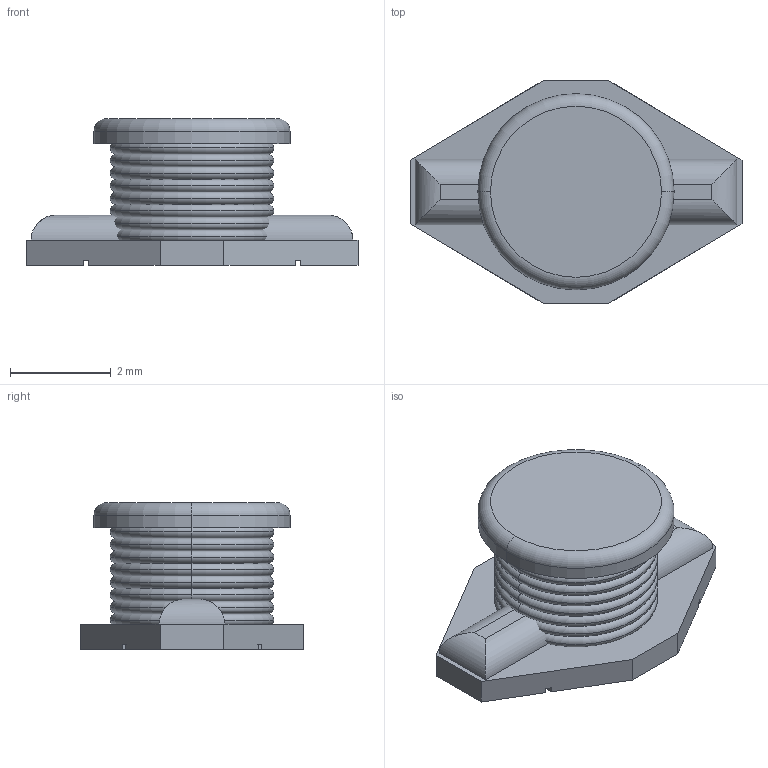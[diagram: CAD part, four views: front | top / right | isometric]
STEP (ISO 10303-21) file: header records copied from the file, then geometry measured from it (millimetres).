
FILE_DESCRIPTION((''),'2;1');
FILE_NAME('IND_BOURNS_SDR6603.stp','2015-07-09T16:54:32',(''),(''),'Mechanical Desktop 2011','Mechanical Desktop 2011',', , ');
FILE_SCHEMA(('AUTOMOTIVE_DESIGN { 1 2 10303 214 1 1 1 1 }'));
Length unit declared in the file: millimetre
Products named in the file (1): Product
Bounding box: 6.6 x 4.45 x 2.92 mm (x, y, z)
Volume: 23.3 mm3; surface area: 160.4 mm2
Topology: 11 solids, 11 shells, 62 faces, 134 edges, 78 vertices
Faces by surface type: torus 34, plane 17, cylinder 6, bspline 5
Entity records: 1756 total; most frequent: DIRECTION 326, CARTESIAN_POINT 290, ORIENTED_EDGE 268, AXIS2_PLACEMENT_3D 134, EDGE_CURVE 134, VERTEX_POINT 78, CIRCLE 72, EDGE_LOOP 62
